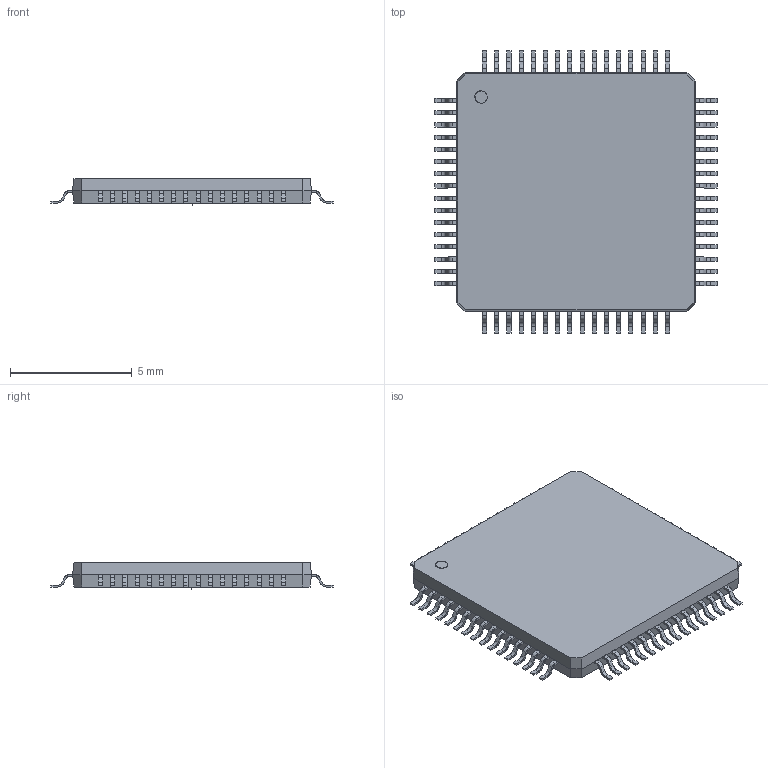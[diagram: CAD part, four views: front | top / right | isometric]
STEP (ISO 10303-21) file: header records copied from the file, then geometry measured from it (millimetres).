
FILE_DESCRIPTION (( 'STEP AP214' ), '1' );
FILE_NAME ('SW3dPS-PQFP64_TP.STEP', '2009-10-12T13:21:08', ( 'SysAdmin' ), ( 'SolidWorks' ), 'SwSTEP 2.0', 'SolidWorks 2009', '' );
FILE_SCHEMA (( 'AUTOMOTIVE_DESIGN' ));
Length unit declared in the file: millimetre
Products named in the file (8): SW3dPS-PQFP64_TP_Board1; SW3dPS-PQFP64_TP_480369489; SW3dPS-PQFP64_TP_Free-Models1; SW3dPS-PQFP64_TP_Extruded1; SW3dPS-PQFP64_TP_480135489; SW3dPS-PQFP64_TP_PQFP64_P6; SW3dPS-PQFP64_TP_Cylinder1; SW3dPS-PQFP64_TP
Assembly tree (7 placements, depth 4):
  SW3dPS-PQFP64_TP
    SW3dPS-PQFP64_TP_Board1
    SW3dPS-PQFP64_TP_Free-Models1
      SW3dPS-PQFP64_TP_480135489
        SW3dPS-PQFP64_TP_Cylinder1
      SW3dPS-PQFP64_TP_PQFP64_P6
      SW3dPS-PQFP64_TP_480369489
        SW3dPS-PQFP64_TP_Extruded1
Bounding box: 11.57 x 11.58 x 1.12 mm (x, y, z)
Volume: 96.2 mm3; surface area: 381 mm2
Topology: 68 solids, 68 shells, 997 faces, 2572 edges, 1712 vertices
Faces by surface type: plane 737, cylinder 260
Entity records: 35509 total; most frequent: CARTESIAN_POINT 5294, ORIENTED_EDGE 5144, DIRECTION 5112, EDGE_CURVE 2572, VECTOR 2052, LINE 2052, VERTEX_POINT 1712, AXIS2_PLACEMENT_3D 1530
